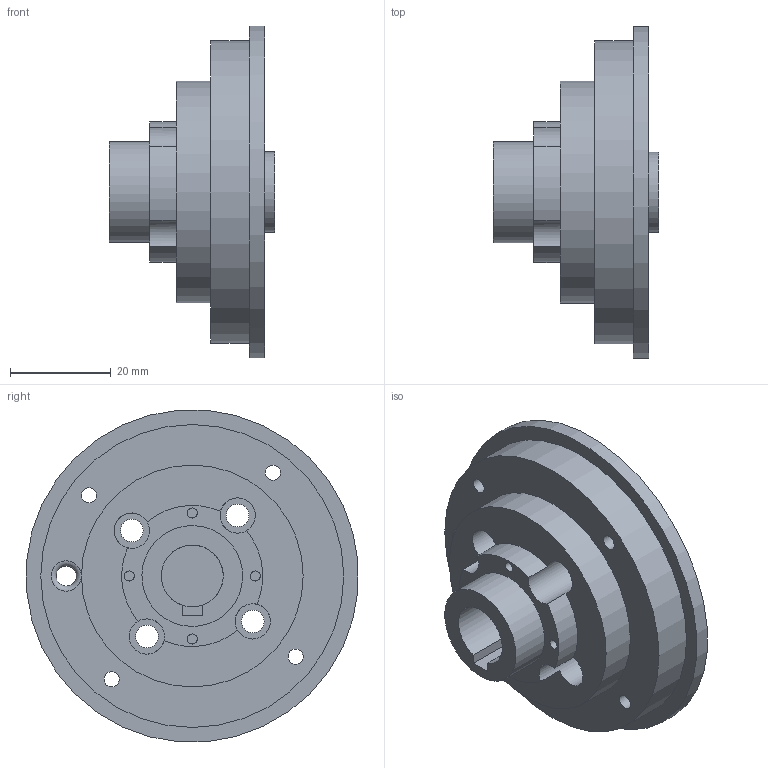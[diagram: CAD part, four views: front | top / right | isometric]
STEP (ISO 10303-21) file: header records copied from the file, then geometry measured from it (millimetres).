
FILE_DESCRIPTION(/* description */ (''),/* implementation_level */ '2;1');
FILE_NAME(/* name */ 'Shaft1.stp',/* time_stamp */ '2022-03-31T14:51:52+02:00',/* author */ ('divij'),/* organization */ (''),/* preprocessor_version */ 'ST-DEVELOPER v18.1',/* originating_system */ 'Autodesk Inventor 2022',/* authorisation */ '');
FILE_SCHEMA (('AUTOMOTIVE_DESIGN { 1 0 10303 214 3 1 1 }'));
Length unit declared in the file: millimetre
Products named in the file (1): Shaft1
Bounding box: 32.78 x 65.86 x 65.77 mm (x, y, z)
Volume: 43181 mm3; surface area: 13731.1 mm2
Topology: 1 solids, 1 shells, 65 faces, 156 edges, 97 vertices
Faces by surface type: cylinder 32, plane 25, torus 4, bspline 4
Full cylindrical faces by diameter (mm): 2 x4, 3 x4, 4 x1, 4.5 x4, 7 x4, 12.3 x1, 15.9 x1, 20 x1, 44 x1, 60.1 x1
Entity records: 2165 total; most frequent: CARTESIAN_POINT 530, DIRECTION 355, ORIENTED_EDGE 304, EDGE_CURVE 152, AXIS2_PLACEMENT_3D 147, VERTEX_POINT 97, EDGE_LOOP 91, CIRCLE 81
